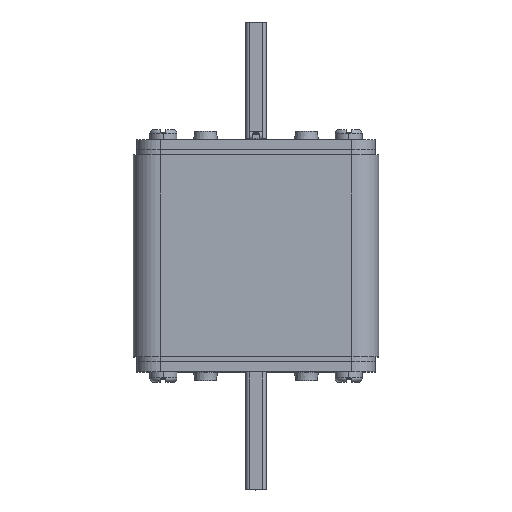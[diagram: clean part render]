
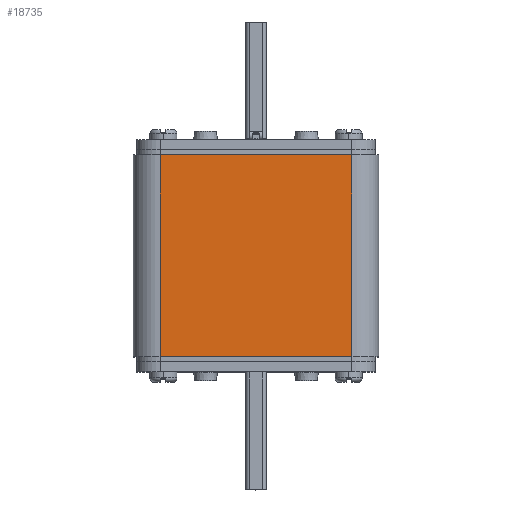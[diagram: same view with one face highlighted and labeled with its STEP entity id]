
A CAD part, top view. The second image highlights one B-rep face of the part: STEP entity #18735.
In plain terms, the highlighted face is planar.
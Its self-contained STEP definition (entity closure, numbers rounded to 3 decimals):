
#16963=DIRECTION('',(0.,0.,1.));
#16964=VECTOR('',#16963,60.);
#16965=CARTESIAN_POINT('',(-36.5,-28.5,-30.));
#16966=LINE('',#16965,#16964);
#16977=DIRECTION('',(0.,1.,0.));
#16978=VECTOR('',#16977,57.);
#16979=CARTESIAN_POINT('',(-36.5,-28.5,-30.));
#16980=LINE('',#16979,#16978);
#16991=DIRECTION('',(0.,0.,-1.));
#16992=VECTOR('',#16991,60.);
#16993=CARTESIAN_POINT('',(-36.5,28.5,30.));
#16994=LINE('',#16993,#16992);
#17338=DIRECTION('',(0.,1.,0.));
#17339=VECTOR('',#17338,57.);
#17340=CARTESIAN_POINT('',(-36.5,-28.5,30.));
#17341=LINE('',#17340,#17339);
#18347=CARTESIAN_POINT('',(-36.5,28.5,-30.));
#18348=VERTEX_POINT('',#18347);
#18349=CARTESIAN_POINT('',(-36.5,-28.5,-30.));
#18350=VERTEX_POINT('',#18349);
#18367=CARTESIAN_POINT('',(-36.5,-28.5,30.));
#18368=VERTEX_POINT('',#18367);
#18369=CARTESIAN_POINT('',(-36.5,28.5,30.));
#18370=VERTEX_POINT('',#18369);
#18722=CARTESIAN_POINT('',(-36.5,36.5,-30.));
#18723=DIRECTION('',(-1.,0.,0.));
#18724=DIRECTION('',(0.,-1.,0.));
#18725=AXIS2_PLACEMENT_3D('',#18722,#18723,#18724);
#18726=PLANE('',#18725);
#18728=ORIENTED_EDGE('',*,*,#18727,.F.);
#18730=ORIENTED_EDGE('',*,*,#18729,.F.);
#18731=ORIENTED_EDGE('',*,*,#18714,.F.);
#18732=ORIENTED_EDGE('',*,*,#18628,.T.);
#18733=EDGE_LOOP('',(#18728,#18730,#18731,#18732));
#18734=FACE_OUTER_BOUND('',#18733,.F.);
#18628=EDGE_CURVE('',#18350,#18348,#16980,.T.);
#18714=EDGE_CURVE('',#18350,#18368,#16966,.T.);
#18727=EDGE_CURVE('',#18370,#18348,#16994,.T.);
#18729=EDGE_CURVE('',#18368,#18370,#17341,.T.);
#18735=ADVANCED_FACE('',(#18734),#18726,.T.);
